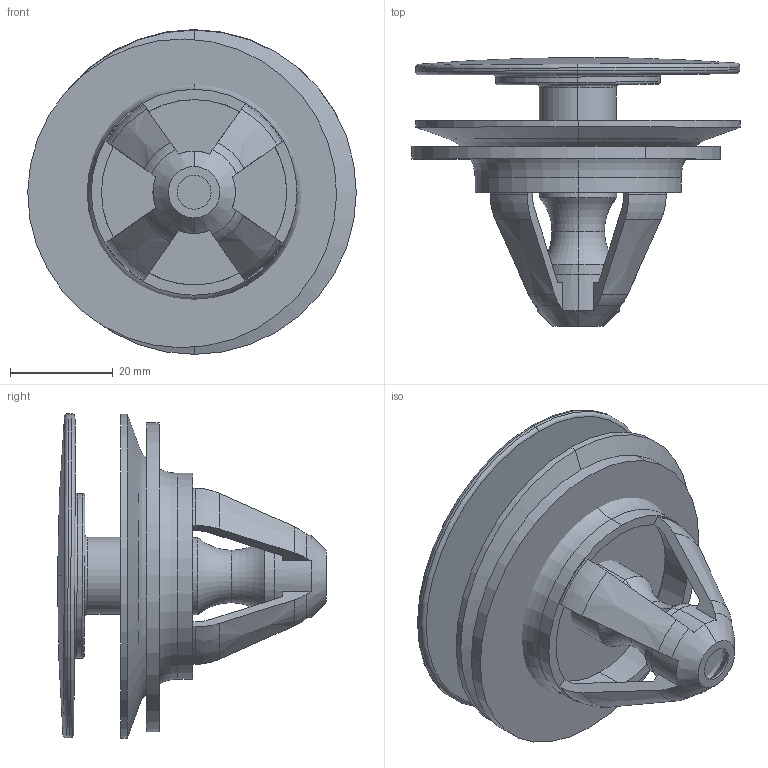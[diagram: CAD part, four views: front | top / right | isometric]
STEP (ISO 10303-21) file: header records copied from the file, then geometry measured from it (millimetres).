
FILE_DESCRIPTION (( 'STEP AP203' ), '1' );
FILE_NAME ('10126970-00.STEP', '2018-07-03T14:08:41', ( '' ), ( '' ), 'SwSTEP 2.0', 'SolidWorks 2017', '' );
FILE_SCHEMA (( 'CONFIG_CONTROL_DESIGN' ));
Length unit declared in the file: millimetre
Products named in the file (4): Stopfen-+-09.31.20.097.90_-_PDB_093120097-33; 10126970-00; Dichtung-+-09.14.05.061.90-01_-_Default1; Koerper-+-09.11.01.038.90_-_PDB_09110103890
Assembly tree (3 placements, depth 2):
  10126970-00
    Dichtung-+-09.14.05.061.90-01_-_Default1
    Koerper-+-09.11.01.038.90_-_PDB_09110103890
    Stopfen-+-09.31.20.097.90_-_PDB_093120097-33
Bounding box: 63.83 x 52.24 x 63.1 mm (x, y, z)
Volume: 33526.2 mm3; surface area: 24377.4 mm2
Topology: 3 solids, 3 shells, 107 faces, 272 edges, 167 vertices
Faces by surface type: torus 32, cylinder 30, cone 22, plane 21, sphere 2
Entity records: 3776 total; most frequent: CARTESIAN_POINT 744, DIRECTION 594, ORIENTED_EDGE 544, EDGE_CURVE 272, AXIS2_PLACEMENT_3D 257, VERTEX_POINT 167, CIRCLE 144, EDGE_LOOP 113
